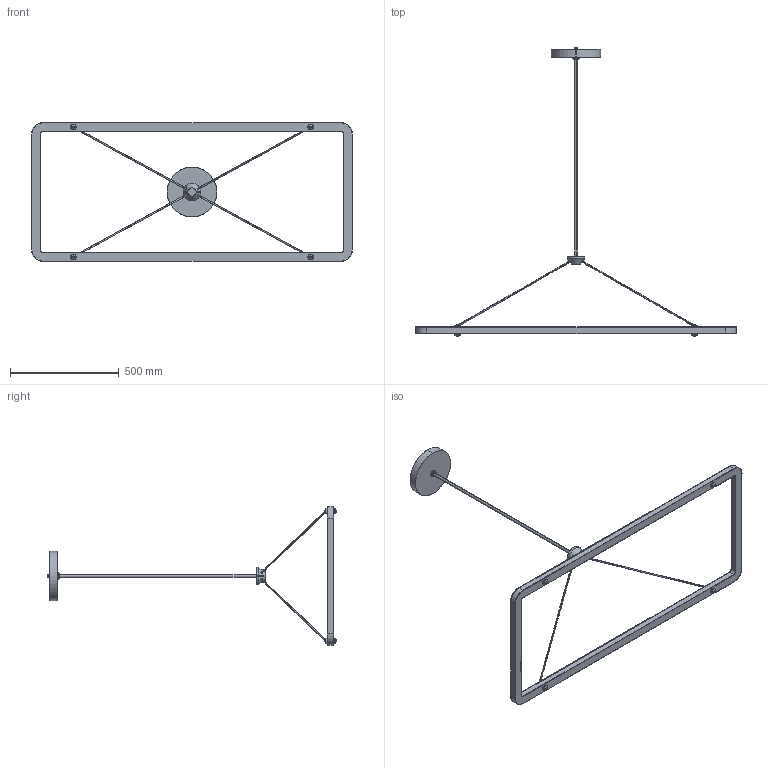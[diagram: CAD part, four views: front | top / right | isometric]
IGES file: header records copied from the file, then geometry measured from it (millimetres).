
Start section: SolidWorks IGES file using analytic representation for surfaces
Global section: file name: HALOPR58 - Halo Rectangle Pendant - 58 inches.IGS; native system: SolidWorks 2015; preprocessor: SolidWorks 2015; author: Design; date: 190702.165113; units: millimetre
Bounding box: 1474.72 x 1329.04 x 636.52 mm (x, y, z)
Surface area: 800117 mm2 (no closed solid volume)
Topology: 0 solids, 0 shells, 308 faces, 4655 edges, 4643 vertices
Faces by surface type: revolution 214, bspline 94
